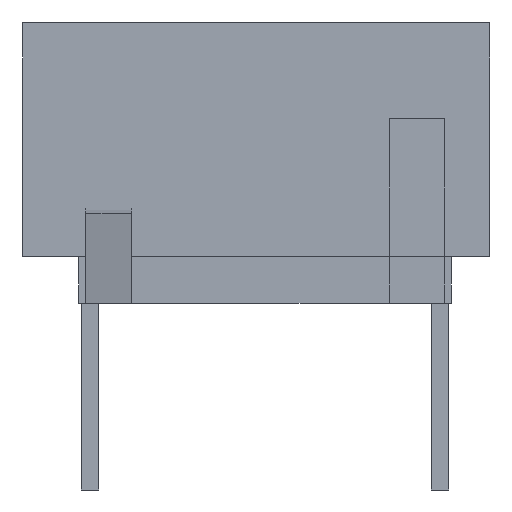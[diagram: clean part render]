
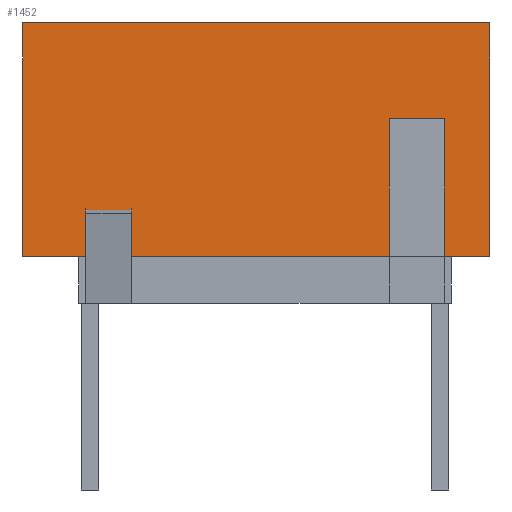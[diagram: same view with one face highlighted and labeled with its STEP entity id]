
A CAD part, front view. The second image highlights one B-rep face of the part: STEP entity #1452.
In plain terms, the highlighted planar face has unit normal (0, -1, 0).
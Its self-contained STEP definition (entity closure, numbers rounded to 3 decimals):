
#560 = EDGE_CURVE('',#561,#563,#565,.T.);
#561 = VERTEX_POINT('',#562);
#562 = CARTESIAN_POINT('',(6.51,-24.13,1.02));
#563 = VERTEX_POINT('',#564);
#564 = CARTESIAN_POINT('',(-1.46,-24.13,1.02));
#565 = LINE('',#566,#567);
#566 = CARTESIAN_POINT('',(8.7,-24.13,1.02));
#567 = VECTOR('',#568,1.);
#568 = DIRECTION('',(-1.,0.,0.));
#601 = VERTEX_POINT('',#602);
#602 = CARTESIAN_POINT('',(8.7,-24.13,1.02));
#608 = EDGE_CURVE('',#601,#609,#611,.T.);
#609 = VERTEX_POINT('',#610);
#610 = CARTESIAN_POINT('',(7.71,-24.13,1.02));
#611 = LINE('',#612,#613);
#612 = CARTESIAN_POINT('',(8.7,-24.13,1.02));
#613 = VECTOR('',#614,1.);
#614 = DIRECTION('',(-1.,0.,0.));
#1053 = VERTEX_POINT('',#1054);
#1054 = CARTESIAN_POINT('',(8.7,-24.13,6.1));
#1060 = EDGE_CURVE('',#601,#1053,#1061,.T.);
#1061 = LINE('',#1062,#1063);
#1062 = CARTESIAN_POINT('',(8.7,-24.13,1.02));
#1063 = VECTOR('',#1064,1.);
#1064 = DIRECTION('',(0.,0.,1.));
#1077 = EDGE_CURVE('',#1053,#1078,#1080,.T.);
#1078 = VERTEX_POINT('',#1079);
#1079 = CARTESIAN_POINT('',(-1.46,-24.13,6.1));
#1080 = LINE('',#1081,#1082);
#1081 = CARTESIAN_POINT('',(8.7,-24.13,6.1));
#1082 = VECTOR('',#1083,1.);
#1083 = DIRECTION('',(-1.,0.,0.));
#1439 = EDGE_CURVE('',#563,#1078,#1440,.T.);
#1440 = LINE('',#1441,#1442);
#1441 = CARTESIAN_POINT('',(-1.46,-24.13,1.02));
#1442 = VECTOR('',#1443,1.);
#1443 = DIRECTION('',(0.,0.,1.));
#1452 = ADVANCED_FACE('',(#1453),#1482,.T.);
#1453 = FACE_BOUND('',#1454,.T.);
#1454 = EDGE_LOOP('',(#1455,#1456,#1457,#1458,#1459,#1460,#1468,#1476));
#1455 = ORIENTED_EDGE('',*,*,#608,.F.);
#1456 = ORIENTED_EDGE('',*,*,#1060,.T.);
#1457 = ORIENTED_EDGE('',*,*,#1077,.T.);
#1458 = ORIENTED_EDGE('',*,*,#1439,.F.);
#1459 = ORIENTED_EDGE('',*,*,#560,.F.);
#1460 = ORIENTED_EDGE('',*,*,#1461,.T.);
#1461 = EDGE_CURVE('',#561,#1462,#1464,.T.);
#1462 = VERTEX_POINT('',#1463);
#1463 = CARTESIAN_POINT('',(6.51,-24.13,4.02));
#1464 = LINE('',#1465,#1466);
#1465 = CARTESIAN_POINT('',(6.51,-24.13,1.02));
#1466 = VECTOR('',#1467,1.);
#1467 = DIRECTION('',(0.,0.,1.));
#1468 = ORIENTED_EDGE('',*,*,#1469,.F.);
#1469 = EDGE_CURVE('',#1470,#1462,#1472,.T.);
#1470 = VERTEX_POINT('',#1471);
#1471 = CARTESIAN_POINT('',(7.71,-24.13,4.02));
#1472 = LINE('',#1473,#1474);
#1473 = CARTESIAN_POINT('',(7.605,-24.13,4.02));
#1474 = VECTOR('',#1475,1.);
#1475 = DIRECTION('',(-1.,0.,0.));
#1476 = ORIENTED_EDGE('',*,*,#1477,.F.);
#1477 = EDGE_CURVE('',#609,#1470,#1478,.T.);
#1478 = LINE('',#1479,#1480);
#1479 = CARTESIAN_POINT('',(7.71,-24.13,1.02));
#1480 = VECTOR('',#1481,1.);
#1481 = DIRECTION('',(0.,0.,1.));
#1482 = PLANE('',#1483);
#1483 = AXIS2_PLACEMENT_3D('',#1484,#1485,#1486);
#1484 = CARTESIAN_POINT('',(8.7,-24.13,1.02));
#1485 = DIRECTION('',(0.,-1.,0.));
#1486 = DIRECTION('',(-1.,0.,0.));
